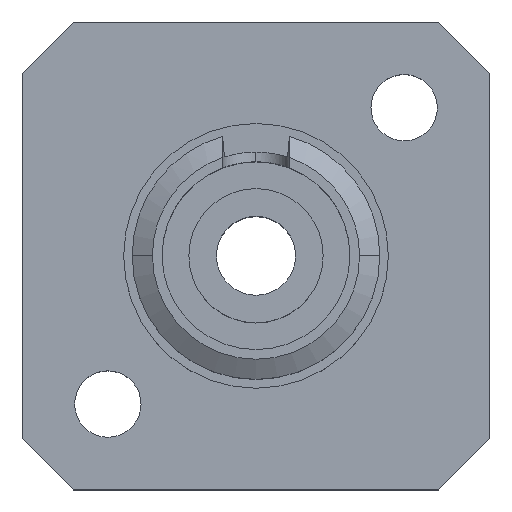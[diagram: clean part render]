
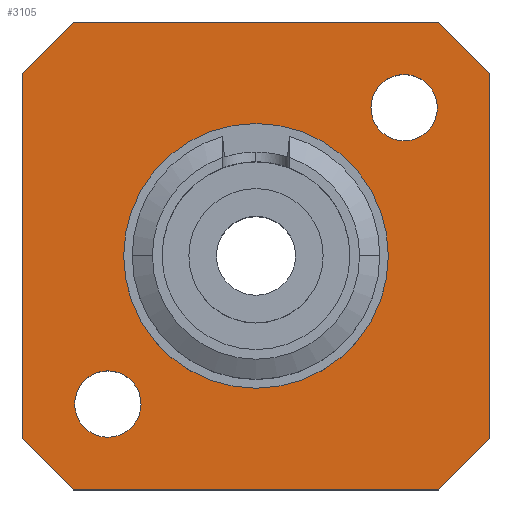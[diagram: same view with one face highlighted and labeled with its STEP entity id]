
A CAD part, top view. The second image highlights one B-rep face of the part: STEP entity #3105.
In plain terms, the highlighted planar face has unit normal (0, 0, 1).
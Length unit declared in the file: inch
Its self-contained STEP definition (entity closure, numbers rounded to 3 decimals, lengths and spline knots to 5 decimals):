
#15 = EDGE_CURVE ( 'NONE', #3279, #3267, #2508, .T. ) ;
#46 = VERTEX_POINT ( 'NONE', #2563 ) ;
#48 = EDGE_CURVE ( 'NONE', #3298, #3293, #2561, .T. ) ;
#57 = CARTESIAN_POINT ( 'NONE',  ( -0.1675, 0., 0.079 ) ) ;
#58 = CARTESIAN_POINT ( 'NONE',  ( 0.1675, 0., 0.079 ) ) ;
#172 = DIRECTION ( 'NONE',  ( 1., 0., 0. ) ) ;
#173 = DIRECTION ( 'NONE',  ( 0., 0., 1. ) ) ;
#174 = AXIS2_PLACEMENT_3D ( 'NONE', #180, #173, #172 ) ;
#175 = CIRCLE ( 'NONE', #174, 0.1675 ) ;
#180 = CARTESIAN_POINT ( 'NONE',  ( 0., 0., 0.079 ) ) ;
#860 = DIRECTION ( 'NONE',  ( 0., -1., 0. ) ) ;
#861 = VECTOR ( 'NONE', #860, 39.37008 ) ;
#862 = CARTESIAN_POINT ( 'NONE',  ( -0.296, 0.296, 0.079 ) ) ;
#863 = LINE ( 'NONE', #862, #861 ) ;
#918 = CARTESIAN_POINT ( 'NONE',  ( -0.231, -0.296, 0.079 ) ) ;
#960 = DIRECTION ( 'NONE',  ( 0., 1., 0. ) ) ;
#961 = VECTOR ( 'NONE', #960, 39.37008 ) ;
#962 = CARTESIAN_POINT ( 'NONE',  ( 0.296, 0.296, 0.079 ) ) ;
#963 = LINE ( 'NONE', #962, #961 ) ;
#964 = CARTESIAN_POINT ( 'NONE',  ( 0.296, 0.231, 0.079 ) ) ;
#969 = CARTESIAN_POINT ( 'NONE',  ( 0.231, -0.296, 0.079 ) ) ;
#1003 = CARTESIAN_POINT ( 'NONE',  ( 0.296, -0.231, 0.079 ) ) ;
#1169 = DIRECTION ( 'NONE',  ( -0.707, 0.707, 0. ) ) ;
#1170 = VECTOR ( 'NONE', #1169, 39.37008 ) ;
#1171 = CARTESIAN_POINT ( 'NONE',  ( 0.2635, 0.2635, 0.079 ) ) ;
#1172 = LINE ( 'NONE', #1171, #1170 ) ;
#1209 = DIRECTION ( 'NONE',  ( 1., 0., 0. ) ) ;
#1210 = VECTOR ( 'NONE', #1209, 39.37008 ) ;
#1211 = CARTESIAN_POINT ( 'NONE',  ( -0.296, -0.296, 0.079 ) ) ;
#1212 = LINE ( 'NONE', #1211, #1210 ) ;
#1267 = CARTESIAN_POINT ( 'NONE',  ( -0.296, 0.231, 0.079 ) ) ;
#1324 = DIRECTION ( 'NONE',  ( 1., 0., 0. ) ) ;
#1325 = DIRECTION ( 'NONE',  ( 0., 0., 1. ) ) ;
#1326 = CARTESIAN_POINT ( 'NONE',  ( -0.296, -0.296, 0.079 ) ) ;
#1327 = AXIS2_PLACEMENT_3D ( 'NONE', #1326, #1325, #1324 ) ;
#1328 = PLANE ( 'NONE',  #1327 ) ;
#1329 = FACE_OUTER_BOUND ( 'NONE', #3134, .T. ) ;
#1330 = FACE_BOUND ( 'NONE', #3146, .T. ) ;
#1331 = FACE_BOUND ( 'NONE', #3132, .T. ) ;
#1332 = FACE_BOUND ( 'NONE', #3114, .T. ) ;
#1343 = CARTESIAN_POINT ( 'NONE',  ( -0.231, 0.296, 0.079 ) ) ;
#1349 = LINE ( 'NONE', #1355, #1410 ) ;
#1350 = DIRECTION ( 'NONE',  ( 1., 0., 0. ) ) ;
#1351 = DIRECTION ( 'NONE',  ( 0., 0., 1. ) ) ;
#1352 = CARTESIAN_POINT ( 'NONE',  ( 0., 0., 0.079 ) ) ;
#1353 = AXIS2_PLACEMENT_3D ( 'NONE', #1352, #1351, #1350 ) ;
#1354 = CIRCLE ( 'NONE', #1353, 0.1675 ) ;
#1355 = CARTESIAN_POINT ( 'NONE',  ( -0.5595, -0.0325, 0.079 ) ) ;
#1356 = DIRECTION ( 'NONE',  ( 0.707, 0.707, 0. ) ) ;
#1357 = VECTOR ( 'NONE', #1356, 39.37008 ) ;
#1358 = CARTESIAN_POINT ( 'NONE',  ( -0.0325, -0.5595, 0.079 ) ) ;
#1359 = LINE ( 'NONE', #1358, #1357 ) ;
#1364 = CARTESIAN_POINT ( 'NONE',  ( 0.231, 0.296, 0.079 ) ) ;
#1370 = DIRECTION ( 'NONE',  ( -1., 0., 0. ) ) ;
#1371 = VECTOR ( 'NONE', #1370, 39.37008 ) ;
#1372 = CARTESIAN_POINT ( 'NONE',  ( -0.296, 0.296, 0.079 ) ) ;
#1373 = LINE ( 'NONE', #1372, #1371 ) ;
#1404 = DIRECTION ( 'NONE',  ( 0.707, -0.707, 0. ) ) ;
#1405 = VECTOR ( 'NONE', #1404, 39.37008 ) ;
#1406 = CARTESIAN_POINT ( 'NONE',  ( -0.2635, -0.2635, 0.079 ) ) ;
#1407 = LINE ( 'NONE', #1406, #1405 ) ;
#1409 = DIRECTION ( 'NONE',  ( -0.707, -0.707, 0. ) ) ;
#1410 = VECTOR ( 'NONE', #1409, 39.37008 ) ;
#1588 = DIRECTION ( 'NONE',  ( 1., 0., 0. ) ) ;
#1589 = DIRECTION ( 'NONE',  ( 0., 0., 1. ) ) ;
#1590 = CARTESIAN_POINT ( 'NONE',  ( 0.1875, 0.1875, 0.079 ) ) ;
#1591 = AXIS2_PLACEMENT_3D ( 'NONE', #1590, #1589, #1588 ) ;
#1592 = CIRCLE ( 'NONE', #1591, 0.042 ) ;
#1617 = CARTESIAN_POINT ( 'NONE',  ( 0.2295, 0.1875, 0.079 ) ) ;
#1641 = CARTESIAN_POINT ( 'NONE',  ( 0.1455, 0.1875, 0.079 ) ) ;
#1652 = CARTESIAN_POINT ( 'NONE',  ( -0.1455, -0.1875, 0.079 ) ) ;
#1657 = CARTESIAN_POINT ( 'NONE',  ( -0.2295, -0.1875, 0.079 ) ) ;
#1673 = DIRECTION ( 'NONE',  ( 1., 0., 0. ) ) ;
#1674 = DIRECTION ( 'NONE',  ( 0., 0., 1. ) ) ;
#1675 = CARTESIAN_POINT ( 'NONE',  ( -0.1875, -0.1875, 0.079 ) ) ;
#1676 = AXIS2_PLACEMENT_3D ( 'NONE', #1675, #1674, #1673 ) ;
#1677 = CIRCLE ( 'NONE', #1676, 0.042 ) ;
#2112 = VERTEX_POINT ( 'NONE', #58 ) ;
#2113 = VERTEX_POINT ( 'NONE', #57 ) ;
#2177 = EDGE_CURVE ( 'NONE', #2112, #2113, #175, .T. ) ;
#2453 = CARTESIAN_POINT ( 'NONE',  ( 0.1875, 0.1875, 0.079 ) ) ;
#2505 = DIRECTION ( 'NONE',  ( 1., 0., 0. ) ) ;
#2506 = DIRECTION ( 'NONE',  ( 0., 0., 1. ) ) ;
#2507 = AXIS2_PLACEMENT_3D ( 'NONE', #2453, #2506, #2505 ) ;
#2508 = CIRCLE ( 'NONE', #2507, 0.042 ) ;
#2557 = DIRECTION ( 'NONE',  ( 1., 0., 0. ) ) ;
#2558 = DIRECTION ( 'NONE',  ( 0., 0., 1. ) ) ;
#2559 = CARTESIAN_POINT ( 'NONE',  ( -0.1875, -0.1875, 0.079 ) ) ;
#2560 = AXIS2_PLACEMENT_3D ( 'NONE', #2559, #2558, #2557 ) ;
#2561 = CIRCLE ( 'NONE', #2560, 0.042 ) ;
#2563 = CARTESIAN_POINT ( 'NONE',  ( -0.296, -0.231, 0.079 ) ) ;
#2779 = EDGE_CURVE ( 'NONE', #3074, #46, #863, .T. ) ;
#2844 = VERTEX_POINT ( 'NONE', #918 ) ;
#2854 = VERTEX_POINT ( 'NONE', #969 ) ;
#2856 = VERTEX_POINT ( 'NONE', #964 ) ;
#2857 = EDGE_CURVE ( 'NONE', #2879, #2856, #963, .T. ) ;
#2879 = VERTEX_POINT ( 'NONE', #1003 ) ;
#3025 = EDGE_CURVE ( 'NONE', #2856, #3118, #1172, .T. ) ;
#3036 = EDGE_CURVE ( 'NONE', #2844, #2854, #1212, .T. ) ;
#3074 = VERTEX_POINT ( 'NONE', #1267 ) ;
#3100 = VERTEX_POINT ( 'NONE', #1343 ) ;
#3105 = ADVANCED_FACE ( 'NONE', ( #1332, #1331, #1330, #1329 ), #1328, .T. ) ;
#3111 = EDGE_CURVE ( 'NONE', #3118, #3100, #1373, .T. ) ;
#3112 = ORIENTED_EDGE ( 'NONE', *, *, #48, .F. ) ;
#3114 = EDGE_LOOP ( 'NONE', ( #3119, #3129 ) ) ;
#3118 = VERTEX_POINT ( 'NONE', #1364 ) ;
#3119 = ORIENTED_EDGE ( 'NONE', *, *, #3128, .F. ) ;
#3123 = ORIENTED_EDGE ( 'NONE', *, *, #3036, .T. ) ;
#3124 = ORIENTED_EDGE ( 'NONE', *, *, #15, .F. ) ;
#3127 = EDGE_CURVE ( 'NONE', #2854, #2879, #1359, .T. ) ;
#3128 = EDGE_CURVE ( 'NONE', #2113, #2112, #1354, .T. ) ;
#3129 = ORIENTED_EDGE ( 'NONE', *, *, #2177, .F. ) ;
#3130 = EDGE_CURVE ( 'NONE', #3100, #3074, #1349, .T. ) ;
#3132 = EDGE_LOOP ( 'NONE', ( #3112, #3135 ) ) ;
#3133 = ORIENTED_EDGE ( 'NONE', *, *, #2857, .T. ) ;
#3134 = EDGE_LOOP ( 'NONE', ( #3136, #3147, #3148, #3140, #3123, #3143, #3133, #3159 ) ) ;
#3135 = ORIENTED_EDGE ( 'NONE', *, *, #3285, .F. ) ;
#3136 = ORIENTED_EDGE ( 'NONE', *, *, #3111, .T. ) ;
#3138 = ORIENTED_EDGE ( 'NONE', *, *, #3263, .F. ) ;
#3140 = ORIENTED_EDGE ( 'NONE', *, *, #3141, .T. ) ;
#3141 = EDGE_CURVE ( 'NONE', #46, #2844, #1407, .T. ) ;
#3143 = ORIENTED_EDGE ( 'NONE', *, *, #3127, .T. ) ;
#3146 = EDGE_LOOP ( 'NONE', ( #3124, #3138 ) ) ;
#3147 = ORIENTED_EDGE ( 'NONE', *, *, #3130, .T. ) ;
#3148 = ORIENTED_EDGE ( 'NONE', *, *, #2779, .T. ) ;
#3159 = ORIENTED_EDGE ( 'NONE', *, *, #3025, .T. ) ;
#3263 = EDGE_CURVE ( 'NONE', #3267, #3279, #1592, .T. ) ;
#3267 = VERTEX_POINT ( 'NONE', #1641 ) ;
#3279 = VERTEX_POINT ( 'NONE', #1617 ) ;
#3285 = EDGE_CURVE ( 'NONE', #3293, #3298, #1677, .T. ) ;
#3293 = VERTEX_POINT ( 'NONE', #1657 ) ;
#3298 = VERTEX_POINT ( 'NONE', #1652 ) ;
